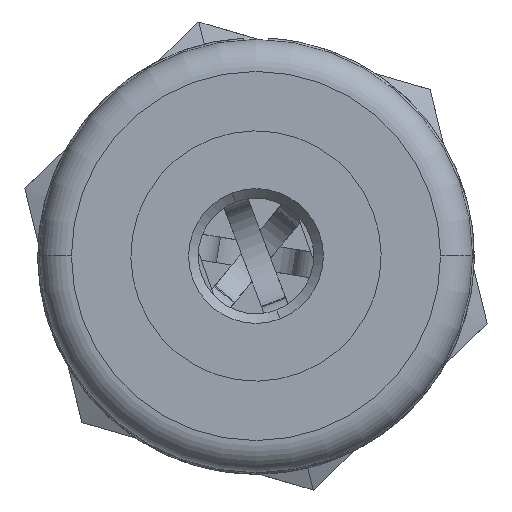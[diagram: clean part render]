
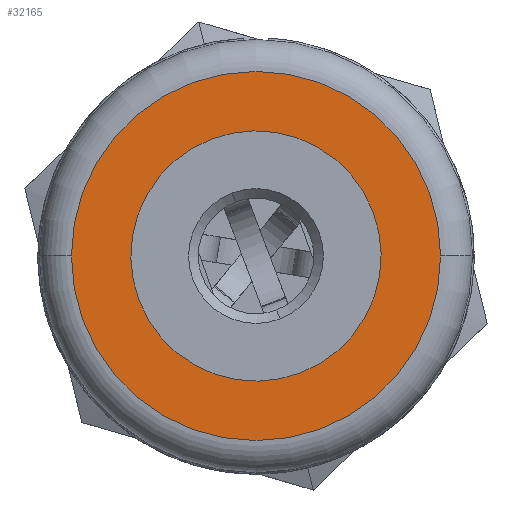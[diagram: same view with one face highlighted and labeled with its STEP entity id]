
A CAD part, left-side view. The second image highlights one B-rep face of the part: STEP entity #32165.
In plain terms, the highlighted planar face has unit normal (-1, 0, 0).
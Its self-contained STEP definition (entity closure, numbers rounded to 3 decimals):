
#507 = VERTEX_POINT ( 'NONE', #15137 ) ;
#582 = DIRECTION ( 'NONE',  ( 1., 0., 0. ) ) ;
#868 = PLANE ( 'NONE',  #29259 ) ;
#1113 = CIRCLE ( 'NONE', #2119, 5.75 ) ;
#1448 = DIRECTION ( 'NONE',  ( 0., 0., -1. ) ) ;
#1722 = ORIENTED_EDGE ( 'NONE', *, *, #3855, .T. ) ;
#2119 = AXIS2_PLACEMENT_3D ( 'NONE', #36612, #11294, #1448 ) ;
#2912 = CARTESIAN_POINT ( 'NONE',  ( 0., 0., 0. ) ) ;
#3654 = EDGE_LOOP ( 'NONE', ( #36410, #1722 ) ) ;
#3855 = EDGE_CURVE ( 'NONE', #18883, #27872, #1113, .T. ) ;
#5010 = CIRCLE ( 'NONE', #26988, 3.75 ) ;
#5745 = CARTESIAN_POINT ( 'NONE',  ( 0., 0., 0. ) ) ;
#6232 = DIRECTION ( 'NONE',  ( -1., 0., 0. ) ) ;
#6786 = AXIS2_PLACEMENT_3D ( 'NONE', #5745, #27987, #34401 ) ;
#8491 = EDGE_CURVE ( 'NONE', #507, #20235, #5010, .T. ) ;
#11235 = AXIS2_PLACEMENT_3D ( 'NONE', #2912, #6232, #25261 ) ;
#11294 = DIRECTION ( 'NONE',  ( -1., 0., 0. ) ) ;
#12690 = CARTESIAN_POINT ( 'NONE',  ( 0., 0., 0. ) ) ;
#13945 = CIRCLE ( 'NONE', #11235, 3.75 ) ;
#14936 = EDGE_CURVE ( 'NONE', #27872, #18883, #34231, .T. ) ;
#15137 = CARTESIAN_POINT ( 'NONE',  ( 0., 0., -3.75 ) ) ;
#18883 = VERTEX_POINT ( 'NONE', #29481 ) ;
#20235 = VERTEX_POINT ( 'NONE', #38447 ) ;
#20976 = ORIENTED_EDGE ( 'NONE', *, *, #23233, .F. ) ;
#22565 = EDGE_LOOP ( 'NONE', ( #20976, #31445 ) ) ;
#23090 = CARTESIAN_POINT ( 'NONE',  ( 0., 0., -6.75 ) ) ;
#23233 = EDGE_CURVE ( 'NONE', #20235, #507, #13945, .T. ) ;
#25261 = DIRECTION ( 'NONE',  ( 0., 0., 1. ) ) ;
#26024 = DIRECTION ( 'NONE',  ( 0., 0., -1. ) ) ;
#26087 = FACE_OUTER_BOUND ( 'NONE', #3654, .T. ) ;
#26988 = AXIS2_PLACEMENT_3D ( 'NONE', #12690, #34947, #35218 ) ;
#27541 = FACE_BOUND ( 'NONE', #22565, .T. ) ;
#27872 = VERTEX_POINT ( 'NONE', #29959 ) ;
#27987 = DIRECTION ( 'NONE',  ( -1., 0., 0. ) ) ;
#29259 = AXIS2_PLACEMENT_3D ( 'NONE', #23090, #582, #26024 ) ;
#29481 = CARTESIAN_POINT ( 'NONE',  ( 0., 0., 5.75 ) ) ;
#29959 = CARTESIAN_POINT ( 'NONE',  ( 0., 0., -5.75 ) ) ;
#31445 = ORIENTED_EDGE ( 'NONE', *, *, #8491, .F. ) ;
#32165 = ADVANCED_FACE ( 'NONE', ( #26087, #27541 ), #868, .F. ) ;
#34231 = CIRCLE ( 'NONE', #6786, 5.75 ) ;
#34401 = DIRECTION ( 'NONE',  ( 0., 0., -1. ) ) ;
#34947 = DIRECTION ( 'NONE',  ( -1., 0., 0. ) ) ;
#35218 = DIRECTION ( 'NONE',  ( 0., 0., 1. ) ) ;
#36410 = ORIENTED_EDGE ( 'NONE', *, *, #14936, .T. ) ;
#36612 = CARTESIAN_POINT ( 'NONE',  ( 0., 0., 0. ) ) ;
#38447 = CARTESIAN_POINT ( 'NONE',  ( 0., 0., 3.75 ) ) ;
